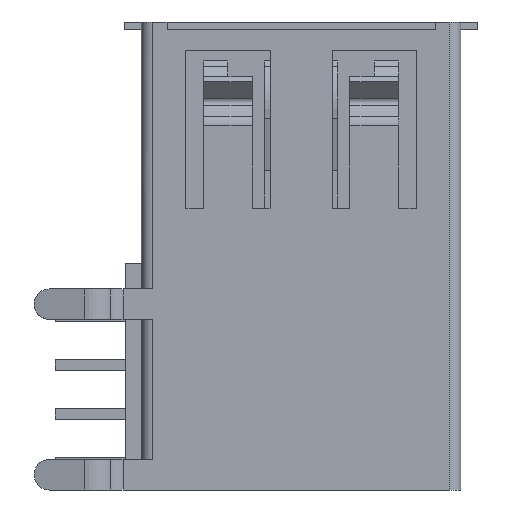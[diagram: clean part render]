
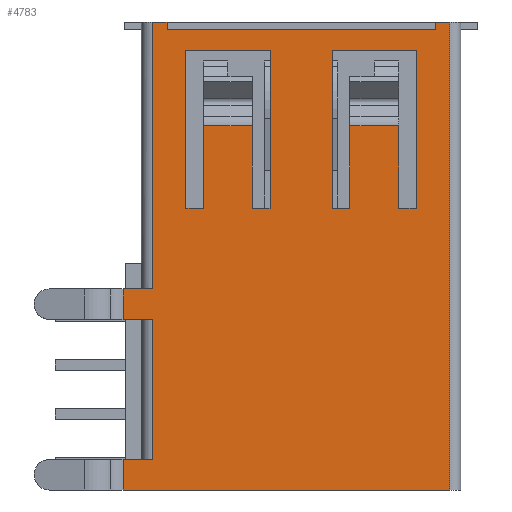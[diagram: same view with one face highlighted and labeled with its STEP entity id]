
A CAD part, front view. The second image highlights one B-rep face of the part: STEP entity #4783.
In plain terms, the highlighted planar face has unit normal (0, -1, 0).
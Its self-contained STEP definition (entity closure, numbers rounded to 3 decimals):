
#327=ORIENTED_EDGE('',*,*,#1720,.T.);
#328=ORIENTED_EDGE('',*,*,#1763,.F.);
#329=ORIENTED_EDGE('',*,*,#1764,.F.);
#330=ORIENTED_EDGE('',*,*,#1765,.T.);
#331=ORIENTED_EDGE('',*,*,#1766,.F.);
#332=ORIENTED_EDGE('',*,*,#1767,.T.);
#333=ORIENTED_EDGE('',*,*,#1768,.F.);
#334=ORIENTED_EDGE('',*,*,#1684,.T.);
#335=ORIENTED_EDGE('',*,*,#1769,.F.);
#336=ORIENTED_EDGE('',*,*,#1770,.T.);
#337=ORIENTED_EDGE('',*,*,#1771,.T.);
#338=ORIENTED_EDGE('',*,*,#1680,.T.);
#339=ORIENTED_EDGE('',*,*,#1772,.F.);
#340=ORIENTED_EDGE('',*,*,#1773,.T.);
#341=ORIENTED_EDGE('',*,*,#1774,.F.);
#342=ORIENTED_EDGE('',*,*,#1775,.T.);
#343=ORIENTED_EDGE('',*,*,#1776,.T.);
#344=ORIENTED_EDGE('',*,*,#1777,.F.);
#345=ORIENTED_EDGE('',*,*,#1778,.T.);
#346=ORIENTED_EDGE('',*,*,#1779,.T.);
#347=ORIENTED_EDGE('',*,*,#1747,.T.);
#348=ORIENTED_EDGE('',*,*,#1780,.F.);
#349=ORIENTED_EDGE('',*,*,#1781,.F.);
#350=ORIENTED_EDGE('',*,*,#1782,.T.);
#351=ORIENTED_EDGE('',*,*,#1783,.T.);
#352=ORIENTED_EDGE('',*,*,#1784,.F.);
#353=ORIENTED_EDGE('',*,*,#1785,.T.);
#354=ORIENTED_EDGE('',*,*,#1786,.T.);
#355=ORIENTED_EDGE('',*,*,#1751,.T.);
#356=ORIENTED_EDGE('',*,*,#1787,.F.);
#1680=EDGE_CURVE('',#2402,#2401,#2880,.T.);
#1684=EDGE_CURVE('',#2406,#2405,#2882,.T.);
#1720=EDGE_CURVE('',#2437,#2435,#2903,.T.);
#1747=EDGE_CURVE('',#2461,#2462,#2921,.T.);
#1751=EDGE_CURVE('',#2465,#2466,#2925,.T.);
#1763=EDGE_CURVE('',#2477,#2435,#2937,.T.);
#1764=EDGE_CURVE('',#2478,#2477,#2938,.T.);
#1765=EDGE_CURVE('',#2478,#2479,#2939,.T.);
#1766=EDGE_CURVE('',#2480,#2479,#2940,.T.);
#1767=EDGE_CURVE('',#2480,#2481,#2941,.T.);
#1768=EDGE_CURVE('',#2406,#2481,#2942,.T.);
#1769=EDGE_CURVE('',#2482,#2405,#2943,.T.);
#1770=EDGE_CURVE('',#2482,#2483,#2944,.T.);
#1771=EDGE_CURVE('',#2483,#2402,#2945,.T.);
#1772=EDGE_CURVE('',#2484,#2401,#2946,.T.);
#1773=EDGE_CURVE('',#2484,#2437,#2947,.T.);
#1774=EDGE_CURVE('',#2485,#2486,#2948,.T.);
#1775=EDGE_CURVE('',#2485,#2487,#2949,.T.);
#1776=EDGE_CURVE('',#2487,#2488,#2950,.T.);
#1777=EDGE_CURVE('',#2489,#2488,#2951,.T.);
#1778=EDGE_CURVE('',#2489,#2490,#2952,.T.);
#1779=EDGE_CURVE('',#2490,#2461,#2953,.T.);
#1780=EDGE_CURVE('',#2486,#2462,#2954,.T.);
#1781=EDGE_CURVE('',#2491,#2492,#2955,.T.);
#1782=EDGE_CURVE('',#2491,#2493,#2956,.T.);
#1783=EDGE_CURVE('',#2493,#2494,#2957,.T.);
#1784=EDGE_CURVE('',#2495,#2494,#2958,.T.);
#1785=EDGE_CURVE('',#2495,#2496,#2959,.T.);
#1786=EDGE_CURVE('',#2496,#2465,#2960,.T.);
#1787=EDGE_CURVE('',#2492,#2466,#2961,.T.);
#2401=VERTEX_POINT('',#6817);
#2402=VERTEX_POINT('',#6819);
#2405=VERTEX_POINT('',#6825);
#2406=VERTEX_POINT('',#6827);
#2435=VERTEX_POINT('',#6897);
#2437=VERTEX_POINT('',#6900);
#2461=VERTEX_POINT('',#6953);
#2462=VERTEX_POINT('',#6954);
#2465=VERTEX_POINT('',#6962);
#2466=VERTEX_POINT('',#6963);
#2477=VERTEX_POINT('',#6989);
#2478=VERTEX_POINT('',#6991);
#2479=VERTEX_POINT('',#6993);
#2480=VERTEX_POINT('',#6995);
#2481=VERTEX_POINT('',#6997);
#2482=VERTEX_POINT('',#7000);
#2483=VERTEX_POINT('',#7002);
#2484=VERTEX_POINT('',#7005);
#2485=VERTEX_POINT('',#7008);
#2486=VERTEX_POINT('',#7009);
#2487=VERTEX_POINT('',#7011);
#2488=VERTEX_POINT('',#7013);
#2489=VERTEX_POINT('',#7015);
#2490=VERTEX_POINT('',#7017);
#2491=VERTEX_POINT('',#7021);
#2492=VERTEX_POINT('',#7022);
#2493=VERTEX_POINT('',#7024);
#2494=VERTEX_POINT('',#7026);
#2495=VERTEX_POINT('',#7028);
#2496=VERTEX_POINT('',#7030);
#2880=LINE('',#6818,#3476);
#2882=LINE('',#6826,#3478);
#2903=LINE('',#6899,#3499);
#2921=LINE('',#6952,#3517);
#2925=LINE('',#6961,#3521);
#2937=LINE('',#6988,#3533);
#2938=LINE('',#6990,#3534);
#2939=LINE('',#6992,#3535);
#2940=LINE('',#6994,#3536);
#2941=LINE('',#6996,#3537);
#2942=LINE('',#6998,#3538);
#2943=LINE('',#6999,#3539);
#2944=LINE('',#7001,#3540);
#2945=LINE('',#7003,#3541);
#2946=LINE('',#7004,#3542);
#2947=LINE('',#7006,#3543);
#2948=LINE('',#7007,#3544);
#2949=LINE('',#7010,#3545);
#2950=LINE('',#7012,#3546);
#2951=LINE('',#7014,#3547);
#2952=LINE('',#7016,#3548);
#2953=LINE('',#7018,#3549);
#2954=LINE('',#7019,#3550);
#2955=LINE('',#7020,#3551);
#2956=LINE('',#7023,#3552);
#2957=LINE('',#7025,#3553);
#2958=LINE('',#7027,#3554);
#2959=LINE('',#7029,#3555);
#2960=LINE('',#7031,#3556);
#2961=LINE('',#7032,#3557);
#3476=VECTOR('',#5457,1000.);
#3478=VECTOR('',#5463,1000.);
#3499=VECTOR('',#5526,1000.);
#3517=VECTOR('',#5566,1000.);
#3521=VECTOR('',#5572,1000.);
#3533=VECTOR('',#5590,1000.);
#3534=VECTOR('',#5591,1000.);
#3535=VECTOR('',#5592,1000.);
#3536=VECTOR('',#5593,1000.);
#3537=VECTOR('',#5594,1000.);
#3538=VECTOR('',#5595,1000.);
#3539=VECTOR('',#5596,1000.);
#3540=VECTOR('',#5597,1000.);
#3541=VECTOR('',#5598,1000.);
#3542=VECTOR('',#5599,1000.);
#3543=VECTOR('',#5600,1000.);
#3544=VECTOR('',#5601,1000.);
#3545=VECTOR('',#5602,1000.);
#3546=VECTOR('',#5603,1000.);
#3547=VECTOR('',#5604,1000.);
#3548=VECTOR('',#5605,1000.);
#3549=VECTOR('',#5606,1000.);
#3550=VECTOR('',#5607,1000.);
#3551=VECTOR('',#5608,1000.);
#3552=VECTOR('',#5609,1000.);
#3553=VECTOR('',#5610,1000.);
#3554=VECTOR('',#5611,1000.);
#3555=VECTOR('',#5612,1000.);
#3556=VECTOR('',#5613,1000.);
#3557=VECTOR('',#5614,1000.);
#4073=EDGE_LOOP('',(#327,#328,#329,#330,#331,#332,#333,#334,#335,#336,#337,
#338,#339,#340));
#4074=EDGE_LOOP('',(#341,#342,#343,#344,#345,#346,#347,#348));
#4075=EDGE_LOOP('',(#349,#350,#351,#352,#353,#354,#355,#356));
#4333=FACE_BOUND('',#4073,.T.);
#4334=FACE_BOUND('',#4074,.T.);
#4335=FACE_BOUND('',#4075,.T.);
#4589=PLANE('',#5097);
#4783=ADVANCED_FACE('',(#4333,#4334,#4335),#4589,.F.);
#5097=AXIS2_PLACEMENT_3D('',#6987,#5588,#5589);
#5457=DIRECTION('',(0.,0.,-1.));
#5463=DIRECTION('',(0.,0.,-1.));
#5526=DIRECTION('',(1.,0.,0.));
#5566=DIRECTION('',(-1.,0.,0.));
#5572=DIRECTION('',(-1.,0.,0.));
#5588=DIRECTION('',(0.,1.,0.));
#5589=DIRECTION('',(0.,0.,1.));
#5590=DIRECTION('',(0.,0.,-1.));
#5591=DIRECTION('',(1.,0.,0.));
#5592=DIRECTION('',(0.,0.,-1.));
#5593=DIRECTION('',(1.,0.,0.));
#5594=DIRECTION('',(0.,0.,1.));
#5595=DIRECTION('',(1.,0.,0.));
#5596=DIRECTION('',(1.,0.,0.));
#5597=DIRECTION('',(0.,0.,-1.));
#5598=DIRECTION('',(1.,0.,0.));
#5599=DIRECTION('',(1.,0.,0.));
#5600=DIRECTION('',(0.,0.,-1.));
#5601=DIRECTION('',(-1.,0.,0.));
#5602=DIRECTION('',(0.,0.,-1.));
#5603=DIRECTION('',(-1.,0.,0.));
#5604=DIRECTION('',(0.,0.,-1.));
#5605=DIRECTION('',(-1.,0.,0.));
#5606=DIRECTION('',(0.,0.,-1.));
#5607=DIRECTION('',(0.,0.,-1.));
#5608=DIRECTION('',(-1.,0.,0.));
#5609=DIRECTION('',(0.,0.,-1.));
#5610=DIRECTION('',(-1.,0.,0.));
#5611=DIRECTION('',(0.,0.,-1.));
#5612=DIRECTION('',(-1.,0.,0.));
#5613=DIRECTION('',(0.,0.,-1.));
#5614=DIRECTION('',(0.,0.,-1.));
#6817=CARTESIAN_POINT('',(-6.1,0.,-8.35));
#6818=CARTESIAN_POINT('',(-6.1,0.,9.6));
#6819=CARTESIAN_POINT('',(-6.1,0.,-2.6));
#6825=CARTESIAN_POINT('',(-6.1,0.,-1.35));
#6826=CARTESIAN_POINT('',(-6.1,0.,9.6));
#6827=CARTESIAN_POINT('',(-6.1,0.,9.6));
#6897=CARTESIAN_POINT('',(6.1,0.,-9.6));
#6899=CARTESIAN_POINT('',(-6.1,0.,-9.6));
#6900=CARTESIAN_POINT('',(-7.301,0.,-9.6));
#6952=CARTESIAN_POINT('',(4.725,0.,1.95));
#6953=CARTESIAN_POINT('',(2.,0.,1.95));
#6954=CARTESIAN_POINT('',(1.275,0.,1.95));
#6961=CARTESIAN_POINT('',(-1.275,0.,1.95));
#6962=CARTESIAN_POINT('',(-4.,0.,1.95));
#6963=CARTESIAN_POINT('',(-4.725,0.,1.95));
#6987=CARTESIAN_POINT('',(-6.1,0.,9.6));
#6988=CARTESIAN_POINT('',(6.1,0.,9.6));
#6989=CARTESIAN_POINT('',(6.1,0.,9.6));
#6990=CARTESIAN_POINT('',(-6.1,0.,9.6));
#6991=CARTESIAN_POINT('',(5.5,0.,9.6));
#6992=CARTESIAN_POINT('',(5.5,0.,9.6));
#6993=CARTESIAN_POINT('',(5.5,0.,9.3));
#6994=CARTESIAN_POINT('',(-6.1,0.,9.3));
#6995=CARTESIAN_POINT('',(-5.5,0.,9.3));
#6996=CARTESIAN_POINT('',(-5.5,0.,9.6));
#6997=CARTESIAN_POINT('',(-5.5,0.,9.6));
#6998=CARTESIAN_POINT('',(-6.1,0.,9.6));
#6999=CARTESIAN_POINT('',(-7.301,0.,-1.35));
#7000=CARTESIAN_POINT('',(-7.301,0.,-1.35));
#7001=CARTESIAN_POINT('',(-7.301,0.,-1.35));
#7002=CARTESIAN_POINT('',(-7.301,0.,-2.6));
#7003=CARTESIAN_POINT('',(-7.301,0.,-2.6));
#7004=CARTESIAN_POINT('',(-7.301,0.,-8.35));
#7005=CARTESIAN_POINT('',(-7.301,0.,-8.35));
#7006=CARTESIAN_POINT('',(-7.301,0.,-8.35));
#7007=CARTESIAN_POINT('',(4.725,0.,8.45));
#7008=CARTESIAN_POINT('',(4.725,0.,8.45));
#7009=CARTESIAN_POINT('',(1.275,0.,8.45));
#7010=CARTESIAN_POINT('',(4.725,0.,8.45));
#7011=CARTESIAN_POINT('',(4.725,0.,1.95));
#7012=CARTESIAN_POINT('',(4.725,0.,1.95));
#7013=CARTESIAN_POINT('',(4.,0.,1.95));
#7014=CARTESIAN_POINT('',(4.,0.,5.353));
#7015=CARTESIAN_POINT('',(4.,0.,5.353));
#7016=CARTESIAN_POINT('',(4.,0.,5.353));
#7017=CARTESIAN_POINT('',(2.,0.,5.353));
#7018=CARTESIAN_POINT('',(2.,0.,5.353));
#7019=CARTESIAN_POINT('',(1.275,0.,8.45));
#7020=CARTESIAN_POINT('',(-1.275,0.,8.45));
#7021=CARTESIAN_POINT('',(-1.275,0.,8.45));
#7022=CARTESIAN_POINT('',(-4.725,0.,8.45));
#7023=CARTESIAN_POINT('',(-1.275,0.,8.45));
#7024=CARTESIAN_POINT('',(-1.275,0.,1.95));
#7025=CARTESIAN_POINT('',(-1.275,0.,1.95));
#7026=CARTESIAN_POINT('',(-2.,0.,1.95));
#7027=CARTESIAN_POINT('',(-2.,0.,5.353));
#7028=CARTESIAN_POINT('',(-2.,0.,5.353));
#7029=CARTESIAN_POINT('',(-2.,0.,5.353));
#7030=CARTESIAN_POINT('',(-4.,0.,5.353));
#7031=CARTESIAN_POINT('',(-4.,0.,5.353));
#7032=CARTESIAN_POINT('',(-4.725,0.,8.45));
